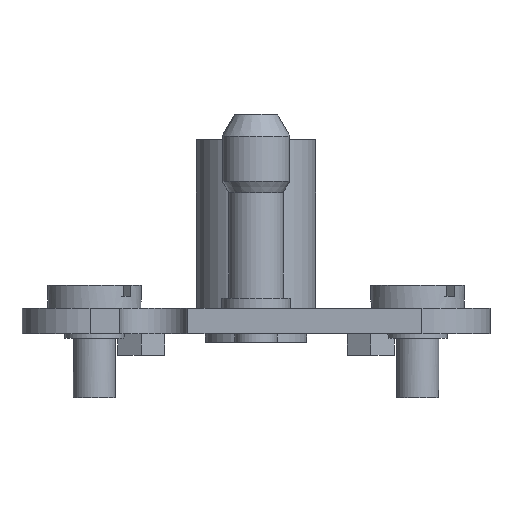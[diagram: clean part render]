
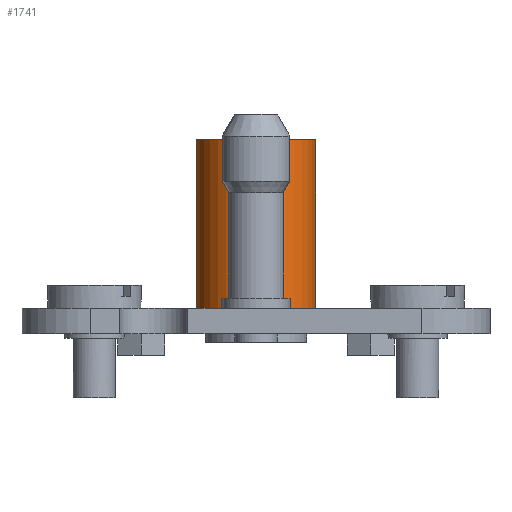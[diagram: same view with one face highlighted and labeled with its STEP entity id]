
A CAD part, left-side view. The second image highlights one B-rep face of the part: STEP entity #1741.
In plain terms, the highlighted cylindrical face has radius 7 mm (diameter 14 mm), a full revolution.
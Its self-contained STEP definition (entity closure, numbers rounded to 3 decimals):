
#676=CYLINDRICAL_SURFACE('',#4919,7.);
#774=FACE_BOUND('',#2368,.T.);
#775=FACE_BOUND('',#2369,.T.);
#1741=ADVANCED_FACE('',(#774,#775),#676,.T.);
#2368=EDGE_LOOP('',(#2895));
#2369=EDGE_LOOP('',(#2896));
#2895=ORIENTED_EDGE('',*,*,#4156,.T.);
#2896=ORIENTED_EDGE('',*,*,#4258,.T.);
#3774=VERTEX_POINT('',#6543);
#3852=VERTEX_POINT('',#6794);
#4156=EDGE_CURVE('',#3774,#3774,#4607,.T.);
#4258=EDGE_CURVE('',#3852,#3852,#4619,.T.);
#4607=CIRCLE('',#4873,7.);
#4619=CIRCLE('',#4918,7.);
#4873=AXIS2_PLACEMENT_3D('',#6542,#5373,#5374);
#4918=AXIS2_PLACEMENT_3D('',#6793,#5551,#5552);
#4919=AXIS2_PLACEMENT_3D('',#6795,#5553,#5554);
#5373=DIRECTION('',(0.,0.,1.));
#5374=DIRECTION('',(0.,1.,0.));
#5551=DIRECTION('',(0.,0.,-1.));
#5552=DIRECTION('',(1.,0.,0.));
#5553=DIRECTION('',(0.,0.,1.));
#5554=DIRECTION('',(0.,1.,0.));
#6542=CARTESIAN_POINT('',(51.25,0.,0.));
#6543=CARTESIAN_POINT('',(51.25,7.,0.));
#6793=CARTESIAN_POINT('',(51.25,0.,19.8));
#6794=CARTESIAN_POINT('',(58.25,0.,19.8));
#6795=CARTESIAN_POINT('',(51.25,0.,0.));
